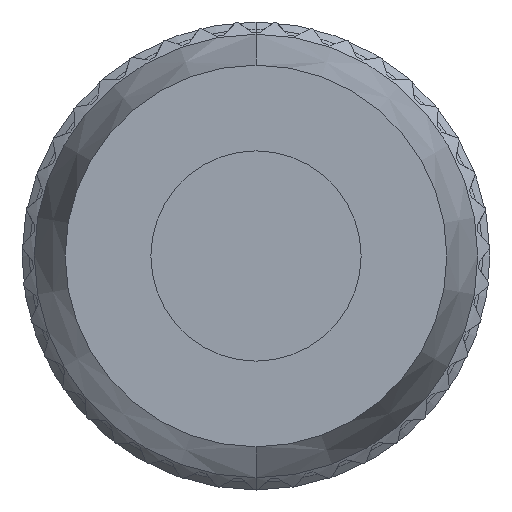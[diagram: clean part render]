
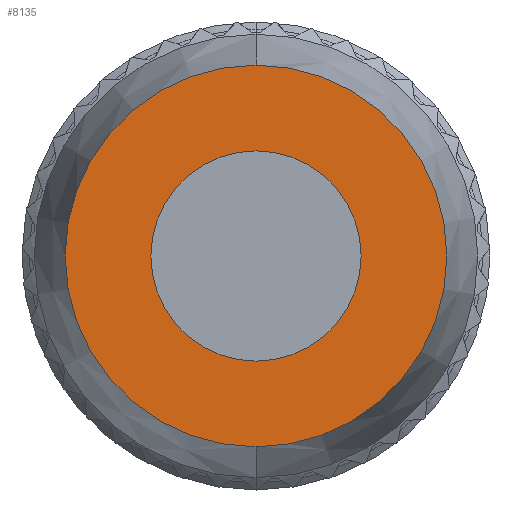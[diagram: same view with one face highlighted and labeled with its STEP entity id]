
A CAD part, front view. The second image highlights one B-rep face of the part: STEP entity #8135.
In plain terms, the highlighted planar face has unit normal (0, -1, 0).
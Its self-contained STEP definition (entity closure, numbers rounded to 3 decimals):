
#509 = VERTEX_POINT ( 'NONE', #10164 ) ;
#584 = EDGE_LOOP ( 'NONE', ( #21928, #885 ) ) ;
#688 = CARTESIAN_POINT ( 'NONE',  ( 0., -48., 0. ) ) ;
#885 = ORIENTED_EDGE ( 'NONE', *, *, #16692, .F. ) ;
#1281 = DIRECTION ( 'NONE',  ( 0., 1., 0. ) ) ;
#1309 = VERTEX_POINT ( 'NONE', #3342 ) ;
#2606 = DIRECTION ( 'NONE',  ( 0., 0., -1. ) ) ;
#3342 = CARTESIAN_POINT ( 'NONE',  ( 0., -48., -2.92 ) ) ;
#3444 = AXIS2_PLACEMENT_3D ( 'NONE', #12633, #1281, #14538 ) ;
#4577 = EDGE_CURVE ( 'NONE', #1309, #9734, #8229, .T. ) ;
#5041 = AXIS2_PLACEMENT_3D ( 'NONE', #688, #13941, #2606 ) ;
#5711 = AXIS2_PLACEMENT_3D ( 'NONE', #9129, #22329, #11060 ) ;
#5713 = CIRCLE ( 'NONE', #5711, 5.3 ) ;
#5889 = CARTESIAN_POINT ( 'NONE',  ( 0., -48., 0. ) ) ;
#7620 = AXIS2_PLACEMENT_3D ( 'NONE', #5889, #19124, #7798 ) ;
#7798 = DIRECTION ( 'NONE',  ( 0., 0., -1. ) ) ;
#8135 = ADVANCED_FACE ( 'NONE', ( #15864, #11459 ), #18783, .F. ) ;
#8229 = CIRCLE ( 'NONE', #7620, 2.92 ) ;
#9129 = CARTESIAN_POINT ( 'NONE',  ( 0., -48., 0. ) ) ;
#9734 = VERTEX_POINT ( 'NONE', #13334 ) ;
#10164 = CARTESIAN_POINT ( 'NONE',  ( 0., -48., 5.3 ) ) ;
#11060 = DIRECTION ( 'NONE',  ( 0., 0., 1. ) ) ;
#11257 = DIRECTION ( 'NONE',  ( 0., 1., 0. ) ) ;
#11459 = FACE_OUTER_BOUND ( 'NONE', #13897, .T. ) ;
#12095 = VERTEX_POINT ( 'NONE', #21222 ) ;
#12633 = CARTESIAN_POINT ( 'NONE',  ( 0., -48., 0. ) ) ;
#13334 = CARTESIAN_POINT ( 'NONE',  ( 0., -48., 2.92 ) ) ;
#13729 = CIRCLE ( 'NONE', #5041, 2.92 ) ;
#13756 = CIRCLE ( 'NONE', #3444, 5.3 ) ;
#13897 = EDGE_LOOP ( 'NONE', ( #18281, #18120 ) ) ;
#13941 = DIRECTION ( 'NONE',  ( 0., -1., 0. ) ) ;
#14538 = DIRECTION ( 'NONE',  ( 0., 0., 1. ) ) ;
#15864 = FACE_BOUND ( 'NONE', #584, .T. ) ;
#16316 = EDGE_CURVE ( 'NONE', #509, #12095, #13756, .T. ) ;
#16692 = EDGE_CURVE ( 'NONE', #9734, #1309, #13729, .T. ) ;
#17345 = AXIS2_PLACEMENT_3D ( 'NONE', #22554, #11257, #24426 ) ;
#17524 = EDGE_CURVE ( 'NONE', #12095, #509, #5713, .T. ) ;
#18120 = ORIENTED_EDGE ( 'NONE', *, *, #17524, .F. ) ;
#18281 = ORIENTED_EDGE ( 'NONE', *, *, #16316, .F. ) ;
#18783 = PLANE ( 'NONE',  #17345 ) ;
#19124 = DIRECTION ( 'NONE',  ( 0., -1., 0. ) ) ;
#21222 = CARTESIAN_POINT ( 'NONE',  ( 0., -48., -5.3 ) ) ;
#21928 = ORIENTED_EDGE ( 'NONE', *, *, #4577, .F. ) ;
#22329 = DIRECTION ( 'NONE',  ( 0., 1., 0. ) ) ;
#22554 = CARTESIAN_POINT ( 'NONE',  ( 0., -48., 0. ) ) ;
#24426 = DIRECTION ( 'NONE',  ( 0., 0., 1. ) ) ;
